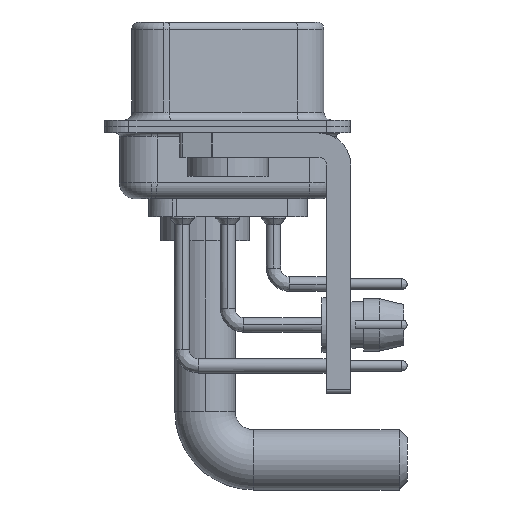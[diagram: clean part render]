
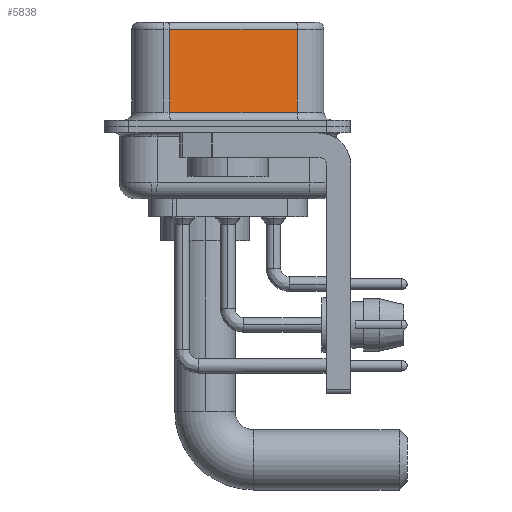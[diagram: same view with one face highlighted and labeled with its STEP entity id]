
A CAD part, left-side view. The second image highlights one B-rep face of the part: STEP entity #5838.
In plain terms, the highlighted planar face has unit normal (-0.985, -0.174, 0).
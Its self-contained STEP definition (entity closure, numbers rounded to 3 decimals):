
#663 = VERTEX_POINT ( 'NONE', #38466 ) ;
#1216 = LINE ( 'NONE', #25749, #3227 ) ;
#2895 = EDGE_CURVE ( 'NONE', #663, #4816, #12099, .T. ) ;
#3227 = VECTOR ( 'NONE', #37143, 1000. ) ;
#3385 = AXIS2_PLACEMENT_3D ( 'NONE', #10755, #34847, #28369 ) ;
#4816 = VERTEX_POINT ( 'NONE', #6715 ) ;
#5838 = ADVANCED_FACE ( 'NONE', ( #37620 ), #37799, .F. ) ;
#6505 = EDGE_CURVE ( 'NONE', #15552, #9593, #11085, .T. ) ;
#6715 = CARTESIAN_POINT ( 'NONE',  ( 5.132, -4.322, 0.9 ) ) ;
#9593 = VERTEX_POINT ( 'NONE', #24400 ) ;
#10755 = CARTESIAN_POINT ( 'NONE',  ( 5.132, -4.322, 6.52 ) ) ;
#11085 = LINE ( 'NONE', #23057, #21541 ) ;
#12099 = LINE ( 'NONE', #33066, #30906 ) ;
#14217 = DIRECTION ( 'NONE',  ( -0.174, 0.985, 0. ) ) ;
#15266 = ORIENTED_EDGE ( 'NONE', *, *, #6505, .T. ) ;
#15552 = VERTEX_POINT ( 'NONE', #26070 ) ;
#16259 = EDGE_CURVE ( 'NONE', #9593, #663, #1216, .T. ) ;
#17135 = ORIENTED_EDGE ( 'NONE', *, *, #16259, .T. ) ;
#17706 = DIRECTION ( 'NONE',  ( 0., 0., -1. ) ) ;
#18295 = ORIENTED_EDGE ( 'NONE', *, *, #2895, .T. ) ;
#20549 = VECTOR ( 'NONE', #17706, 1000. ) ;
#21541 = VECTOR ( 'NONE', #14217, 1000. ) ;
#22929 = ORIENTED_EDGE ( 'NONE', *, *, #25166, .F. ) ;
#23057 = CARTESIAN_POINT ( 'NONE',  ( 5.132, -4.322, 6.02 ) ) ;
#24400 = CARTESIAN_POINT ( 'NONE',  ( 3.73, 3.628, 6.02 ) ) ;
#25166 = EDGE_CURVE ( 'NONE', #15552, #4816, #36342, .T. ) ;
#25749 = CARTESIAN_POINT ( 'NONE',  ( 3.73, 3.628, 6.52 ) ) ;
#26070 = CARTESIAN_POINT ( 'NONE',  ( 5.132, -4.322, 6.02 ) ) ;
#28369 = DIRECTION ( 'NONE',  ( -0.174, 0.985, 0. ) ) ;
#30309 = DIRECTION ( 'NONE',  ( 0.174, -0.985, 0. ) ) ;
#30906 = VECTOR ( 'NONE', #30309, 1000. ) ;
#31005 = EDGE_LOOP ( 'NONE', ( #22929, #15266, #17135, #18295 ) ) ;
#33066 = CARTESIAN_POINT ( 'NONE',  ( 5.132, -4.322, 0.9 ) ) ;
#33200 = CARTESIAN_POINT ( 'NONE',  ( 5.132, -4.322, 6.52 ) ) ;
#34847 = DIRECTION ( 'NONE',  ( 0.985, 0.174, 0. ) ) ;
#36342 = LINE ( 'NONE', #33200, #20549 ) ;
#37143 = DIRECTION ( 'NONE',  ( 0., 0., -1. ) ) ;
#37620 = FACE_OUTER_BOUND ( 'NONE', #31005, .T. ) ;
#37799 = PLANE ( 'NONE',  #3385 ) ;
#38466 = CARTESIAN_POINT ( 'NONE',  ( 3.73, 3.628, 0.9 ) ) ;
